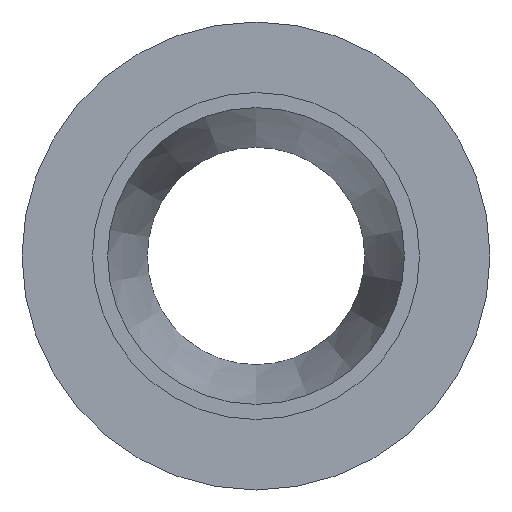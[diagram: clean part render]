
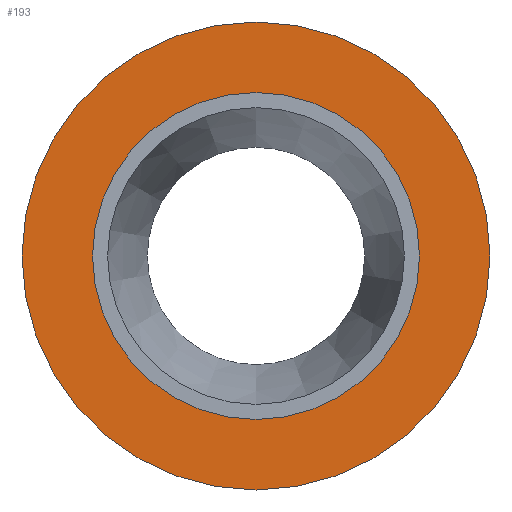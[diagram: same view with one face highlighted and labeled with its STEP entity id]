
A CAD part, left-side view. The second image highlights one B-rep face of the part: STEP entity #193.
In plain terms, the highlighted planar face has unit normal (-1, 0, 0).
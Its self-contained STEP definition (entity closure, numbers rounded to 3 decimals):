
#23 = EDGE_CURVE ( 'NONE', #227, #227, #212, .T. ) ;
#36 = DIRECTION ( 'NONE',  ( 0., 0., -1. ) ) ;
#60 = DIRECTION ( 'NONE',  ( 0., 0., -1. ) ) ;
#83 = AXIS2_PLACEMENT_3D ( 'NONE', #111, #84, #272 ) ;
#84 = DIRECTION ( 'NONE',  ( 1., 0., 0. ) ) ;
#85 = VERTEX_POINT ( 'NONE', #211 ) ;
#90 = EDGE_LOOP ( 'NONE', ( #235 ) ) ;
#111 = CARTESIAN_POINT ( 'NONE',  ( 0., 0., 0. ) ) ;
#118 = CARTESIAN_POINT ( 'NONE',  ( 0., 0., -37.45 ) ) ;
#122 = AXIS2_PLACEMENT_3D ( 'NONE', #310, #197, #60 ) ;
#154 = AXIS2_PLACEMENT_3D ( 'NONE', #173, #306, #36 ) ;
#173 = CARTESIAN_POINT ( 'NONE',  ( 0., 0., 0. ) ) ;
#178 = EDGE_CURVE ( 'NONE', #85, #85, #191, .T. ) ;
#191 = CIRCLE ( 'NONE', #154, 26.16 ) ;
#193 = ADVANCED_FACE ( 'NONE', ( #248, #274 ), #332, .F. ) ;
#197 = DIRECTION ( 'NONE',  ( 1., 0., 0. ) ) ;
#211 = CARTESIAN_POINT ( 'NONE',  ( 0., 0., -26.16 ) ) ;
#212 = CIRCLE ( 'NONE', #83, 37.45 ) ;
#215 = ORIENTED_EDGE ( 'NONE', *, *, #23, .F. ) ;
#227 = VERTEX_POINT ( 'NONE', #118 ) ;
#235 = ORIENTED_EDGE ( 'NONE', *, *, #178, .T. ) ;
#248 = FACE_BOUND ( 'NONE', #90, .T. ) ;
#272 = DIRECTION ( 'NONE',  ( 0., 0., -1. ) ) ;
#274 = FACE_OUTER_BOUND ( 'NONE', #296, .T. ) ;
#296 = EDGE_LOOP ( 'NONE', ( #215 ) ) ;
#306 = DIRECTION ( 'NONE',  ( 1., 0., 0. ) ) ;
#310 = CARTESIAN_POINT ( 'NONE',  ( 0., 0., 0. ) ) ;
#332 = PLANE ( 'NONE',  #122 ) ;
